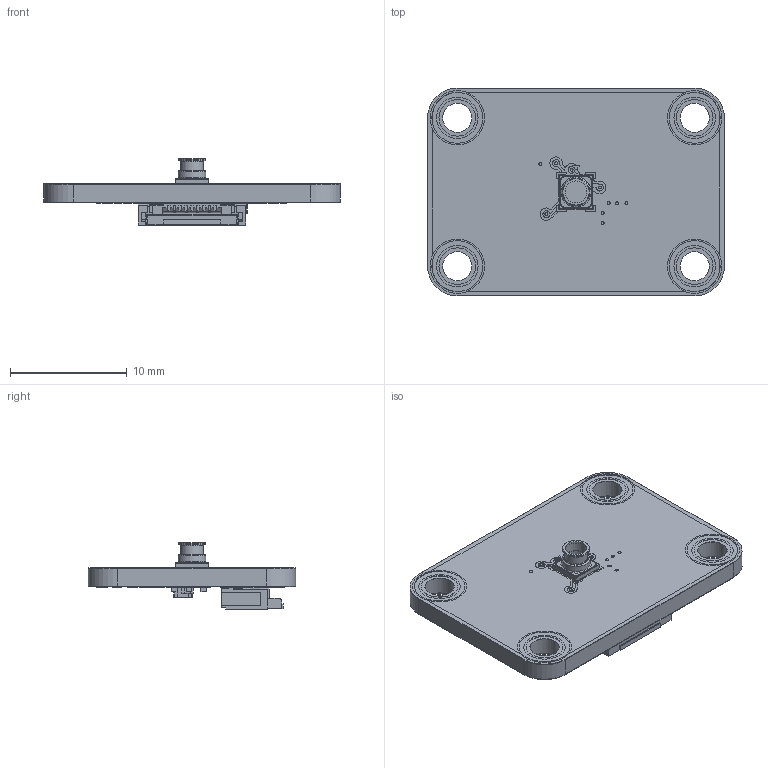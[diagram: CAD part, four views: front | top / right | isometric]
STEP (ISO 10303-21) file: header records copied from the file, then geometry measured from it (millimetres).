
FILE_DESCRIPTION(('KiCad electronic assembly'),'2;1');
FILE_NAME('lps28dfwBreakoutBoard.step','2025-11-13T09:23:16',('Pcbnew'), ('Kicad'),'Open CASCADE STEP processor 7.9','KiCad to STEP converter', 'Unknown');
FILE_SCHEMA(('AUTOMOTIVE_DESIGN { 1 0 10303 214 1 1 1 1 }'));
Length unit declared in the file: millimetre
Products named in the file (10): lps28dfwBreakoutBoard 1; LPS28DFW; CRCW0402; GRT188R71E105KE13D; GRT155R71H104KE01D; 2005280040; lps28dfwBreakoutBoard_copper; lps28dfwBreakoutBoard_silkscreen; lps28dfwBreakoutBoard_soldermask; lps28dfwBreakoutBoard_PCB
Assembly tree (11 placements, depth 2):
  lps28dfwBreakoutBoard 1
    LPS28DFW
    CRCW0402  x3
    GRT188R71E105KE13D
    GRT155R71H104KE01D
    2005280040
    lps28dfwBreakoutBoard_copper
    lps28dfwBreakoutBoard_silkscreen
    lps28dfwBreakoutBoard_soldermask
    lps28dfwBreakoutBoard_PCB
Bounding box: 25.4 x 17.78 x 5.67 mm (x, y, z)
Volume: 735 mm3; surface area: 3810 mm2
Topology: 33 solids, 98 shells, 1746 faces, 6387 edges, 4779 vertices
Faces by surface type: plane 1356, cylinder 351, torus 20, sphere 16, bspline 2, cone 1
Full cylindrical faces by diameter (mm): 0.25 x10, 0.3 x20, 1.88 x1, 1.95 x1, 2.35 x1, 2.393 x1, 2.49 x4, 2.54 x8, 3.14 x8, 3.549 x8
Entity records: 69471 total; most frequent: CARTESIAN_POINT 12595, DIRECTION 10655, ORIENTED_EDGE 10621, EDGE_CURVE 6179, LINE 5029, VECTOR 5029, VERTEX_POINT 4651, AXIS2_PLACEMENT_3D 2813
